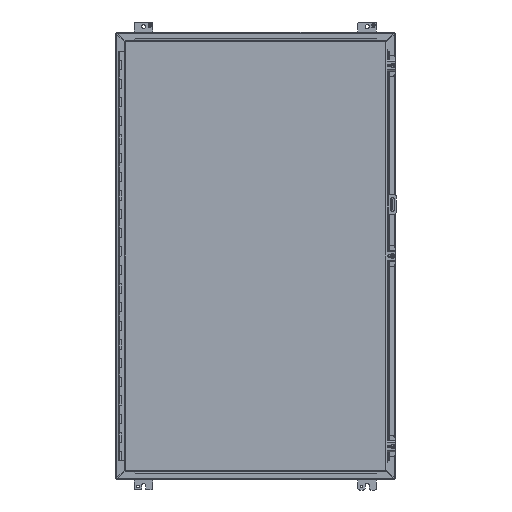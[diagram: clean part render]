
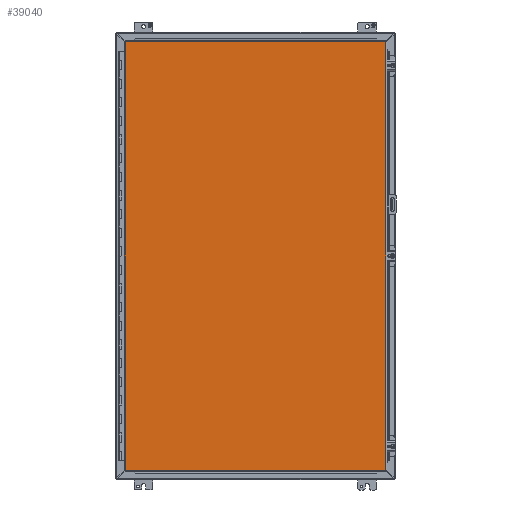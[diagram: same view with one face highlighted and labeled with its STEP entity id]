
A CAD part, front view. The second image highlights one B-rep face of the part: STEP entity #39040.
In plain terms, the highlighted planar face has unit normal (0, -1, 0).
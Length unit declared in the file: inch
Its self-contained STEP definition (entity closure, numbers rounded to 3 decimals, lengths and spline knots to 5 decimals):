
#270 = LINE ( 'NONE', #9189, #54206 ) ;
#1938 = DIRECTION ( 'NONE',  ( 1., 0., 0. ) ) ;
#4861 = AXIS2_PLACEMENT_3D ( 'NONE', #25299, #47019, #12490 ) ;
#5147 = CARTESIAN_POINT ( 'NONE',  ( 14.017, -9.185, -22.9945 ) ) ;
#8892 = LINE ( 'NONE', #51244, #48725 ) ;
#9189 = CARTESIAN_POINT ( 'NONE',  ( 14.017, -9.185, 22.9945 ) ) ;
#10469 = EDGE_CURVE ( 'NONE', #16363, #36044, #8892, .T. ) ;
#12490 = DIRECTION ( 'NONE',  ( 0., 0., -1. ) ) ;
#16363 = VERTEX_POINT ( 'NONE', #30386 ) ;
#19738 = EDGE_CURVE ( 'NONE', #36044, #27647, #41216, .T. ) ;
#21183 = DIRECTION ( 'NONE',  ( 0., 0., -1. ) ) ;
#23824 = CARTESIAN_POINT ( 'NONE',  ( -13.955, -9.185, 22.9945 ) ) ;
#24475 = CARTESIAN_POINT ( 'NONE',  ( 14.017, -9.185, -22.9945 ) ) ;
#25299 = CARTESIAN_POINT ( 'NONE',  ( -13.955, -9.185, -22.9945 ) ) ;
#25564 = PLANE ( 'NONE',  #4861 ) ;
#26965 = DIRECTION ( 'NONE',  ( 0., 0., 1. ) ) ;
#27647 = VERTEX_POINT ( 'NONE', #32221 ) ;
#27831 = LINE ( 'NONE', #24475, #47518 ) ;
#29303 = ORIENTED_EDGE ( 'NONE', *, *, #53419, .F. ) ;
#30386 = CARTESIAN_POINT ( 'NONE',  ( -13.955, -9.185, -22.9945 ) ) ;
#32221 = CARTESIAN_POINT ( 'NONE',  ( 14.017, -9.185, 22.9945 ) ) ;
#32852 = VECTOR ( 'NONE', #1938, 39.37008 ) ;
#33653 = VERTEX_POINT ( 'NONE', #5147 ) ;
#36044 = VERTEX_POINT ( 'NONE', #23824 ) ;
#39040 = ADVANCED_FACE ( 'NONE', ( #43375 ), #25564, .T. ) ;
#39828 = ORIENTED_EDGE ( 'NONE', *, *, #43702, .F. ) ;
#40131 = CARTESIAN_POINT ( 'NONE',  ( -13.955, -9.185, 22.9945 ) ) ;
#41216 = LINE ( 'NONE', #40131, #32852 ) ;
#43375 = FACE_OUTER_BOUND ( 'NONE', #47101, .T. ) ;
#43702 = EDGE_CURVE ( 'NONE', #27647, #33653, #270, .T. ) ;
#45898 = ORIENTED_EDGE ( 'NONE', *, *, #19738, .F. ) ;
#47019 = DIRECTION ( 'NONE',  ( 0., -1., 0. ) ) ;
#47101 = EDGE_LOOP ( 'NONE', ( #39828, #45898, #50392, #29303 ) ) ;
#47518 = VECTOR ( 'NONE', #49557, 39.37008 ) ;
#48725 = VECTOR ( 'NONE', #26965, 39.37008 ) ;
#49557 = DIRECTION ( 'NONE',  ( -1., 0., 0. ) ) ;
#50392 = ORIENTED_EDGE ( 'NONE', *, *, #10469, .F. ) ;
#51244 = CARTESIAN_POINT ( 'NONE',  ( -13.955, -9.185, -22.9945 ) ) ;
#53419 = EDGE_CURVE ( 'NONE', #33653, #16363, #27831, .T. ) ;
#54206 = VECTOR ( 'NONE', #21183, 39.37008 ) ;
